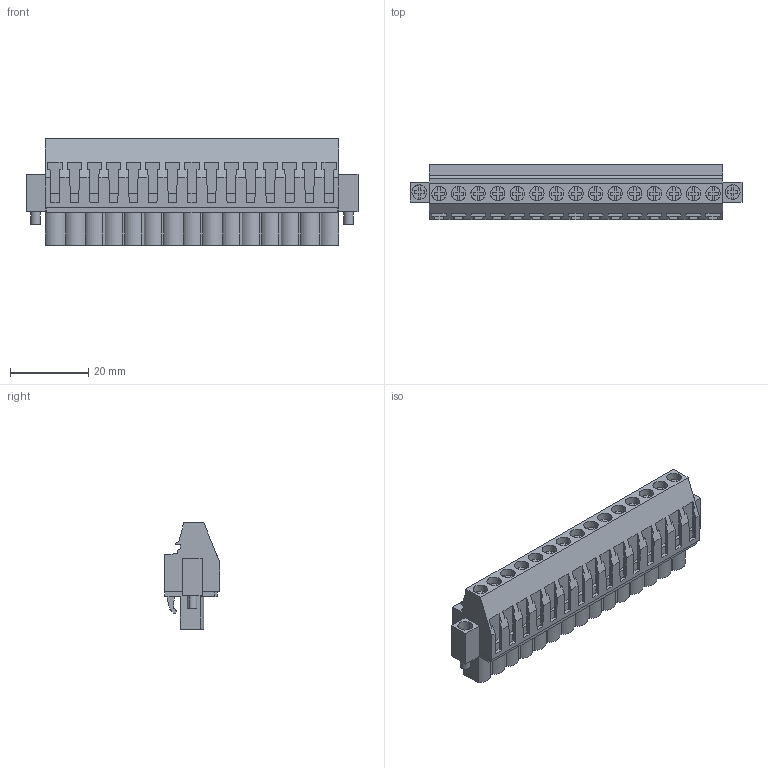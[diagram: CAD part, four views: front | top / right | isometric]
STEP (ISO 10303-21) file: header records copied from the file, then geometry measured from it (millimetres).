
FILE_DESCRIPTION(('CATIA V5 STEP Exchange','CAx-IF Rec.Pracs.--- Model Styling and Organization---1.2---2011-12-15'),'2;1');
FILE_NAME ('D1460481_0_1959340000_1959340000.stp','2017-09-20T14:56:49+00:00',('none'),('Weidmueller'),'CATIA Version 5-6 Release 2014','CATIA V5 STEP AP214','none');
FILE_SCHEMA(('AUTOMOTIVE_DESIGN { 1 0 10303 214 1 1 1 1 }'));
Length unit declared in the file: millimetre
Products named in the file (1): 1959340000
Bounding box: 84.8 x 14.05 x 27.2 mm (x, y, z)
Volume: 17486 mm3; surface area: 10624.1 mm2
Topology: 18 solids, 18 shells, 1018 faces, 2801 edges, 1886 vertices
Faces by surface type: plane 855, cylinder 153, extrusion 10
Entity records: 29756 total; most frequent: ORIENTED_EDGE 5602, CARTESIAN_POINT 5468, DIRECTION 3949, EDGE_CURVE 2801, VECTOR 2405, LINE 2395, VERTEX_POINT 1886, EDGE_LOOP 1090
